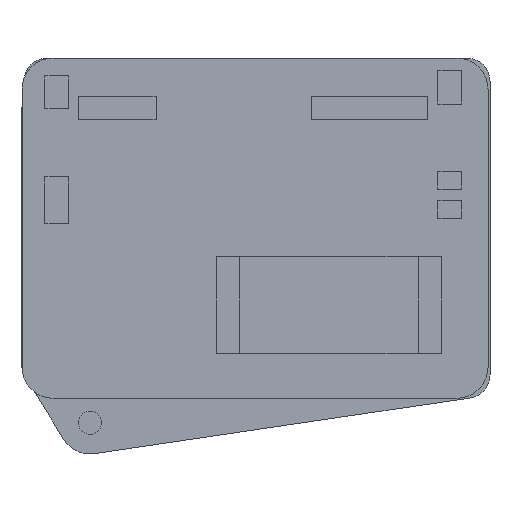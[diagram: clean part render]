
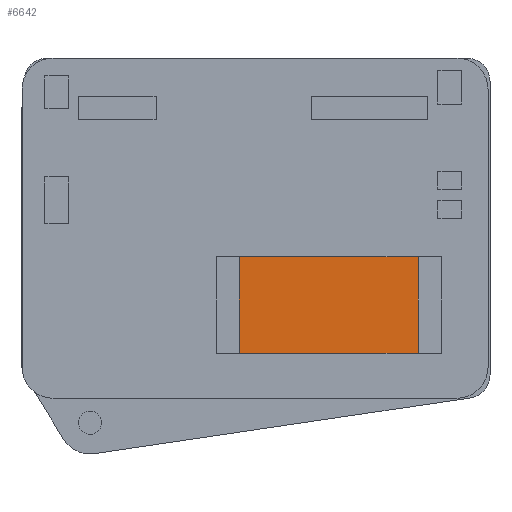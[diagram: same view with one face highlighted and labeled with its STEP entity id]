
A CAD part, left-side view. The second image highlights one B-rep face of the part: STEP entity #6642.
In plain terms, the highlighted planar face has unit normal (-1, 0, 0).
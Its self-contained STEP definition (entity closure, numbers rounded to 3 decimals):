
#53 = CARTESIAN_POINT ( 'NONE',  ( -37.85, 0.105, -30.035 ) ) ;
#398 = LINE ( 'NONE', #3117, #8190 ) ;
#1002 = VERTEX_POINT ( 'NONE', #4445 ) ;
#1116 = CARTESIAN_POINT ( 'NONE',  ( -37.85, -22.895, -17.635 ) ) ;
#1231 = CARTESIAN_POINT ( 'NONE',  ( -37.85, 0.105, -17.635 ) ) ;
#1535 = VERTEX_POINT ( 'NONE', #1231 ) ;
#1740 = DIRECTION ( 'NONE',  ( 0., 1., 0. ) ) ;
#2077 = VECTOR ( 'NONE', #3465, 1000. ) ;
#2181 = AXIS2_PLACEMENT_3D ( 'NONE', #3838, #2292, #2504 ) ;
#2292 = DIRECTION ( 'NONE',  ( 1., 0., 0. ) ) ;
#2435 = CARTESIAN_POINT ( 'NONE',  ( -37.85, 0.105, -30.035 ) ) ;
#2504 = DIRECTION ( 'NONE',  ( 0., 1., 0. ) ) ;
#3110 = ORIENTED_EDGE ( 'NONE', *, *, #7478, .T. ) ;
#3117 = CARTESIAN_POINT ( 'NONE',  ( -37.85, 0.105, -30.035 ) ) ;
#3465 = DIRECTION ( 'NONE',  ( 0., 0., 1. ) ) ;
#3600 = VERTEX_POINT ( 'NONE', #4890 ) ;
#3775 = LINE ( 'NONE', #2435, #4358 ) ;
#3838 = CARTESIAN_POINT ( 'NONE',  ( -37.85, 0., 0. ) ) ;
#4259 = VERTEX_POINT ( 'NONE', #53 ) ;
#4343 = FACE_OUTER_BOUND ( 'NONE', #4607, .T. ) ;
#4358 = VECTOR ( 'NONE', #5159, 1000. ) ;
#4445 = CARTESIAN_POINT ( 'NONE',  ( -37.85, -22.895, -30.035 ) ) ;
#4607 = EDGE_LOOP ( 'NONE', ( #3110, #6436, #6207, #5722 ) ) ;
#4722 = EDGE_CURVE ( 'NONE', #3600, #1535, #7245, .T. ) ;
#4890 = CARTESIAN_POINT ( 'NONE',  ( -37.85, -22.895, -17.635 ) ) ;
#5159 = DIRECTION ( 'NONE',  ( 0., -1., 0. ) ) ;
#5722 = ORIENTED_EDGE ( 'NONE', *, *, #7128, .T. ) ;
#6207 = ORIENTED_EDGE ( 'NONE', *, *, #4722, .T. ) ;
#6436 = ORIENTED_EDGE ( 'NONE', *, *, #7291, .T. ) ;
#6642 = ADVANCED_FACE ( 'NONE', ( #4343 ), #7343, .F. ) ;
#6918 = LINE ( 'NONE', #7008, #2077 ) ;
#7008 = CARTESIAN_POINT ( 'NONE',  ( -37.85, -22.895, -17.635 ) ) ;
#7128 = EDGE_CURVE ( 'NONE', #1535, #4259, #398, .T. ) ;
#7245 = LINE ( 'NONE', #1116, #7817 ) ;
#7291 = EDGE_CURVE ( 'NONE', #1002, #3600, #6918, .T. ) ;
#7343 = PLANE ( 'NONE',  #2181 ) ;
#7478 = EDGE_CURVE ( 'NONE', #4259, #1002, #3775, .T. ) ;
#7817 = VECTOR ( 'NONE', #1740, 1000. ) ;
#8190 = VECTOR ( 'NONE', #8582, 1000. ) ;
#8582 = DIRECTION ( 'NONE',  ( 0., 0., -1. ) ) ;
